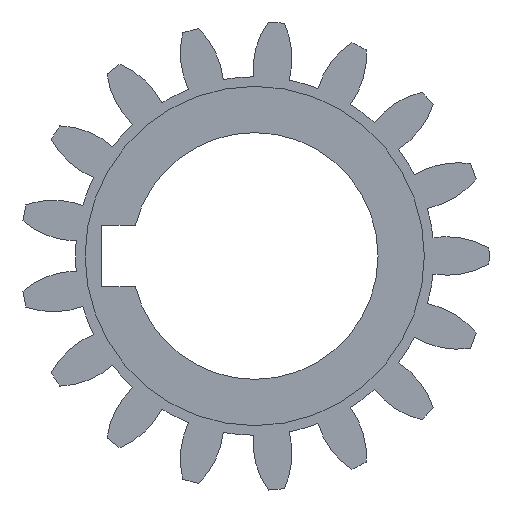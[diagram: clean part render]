
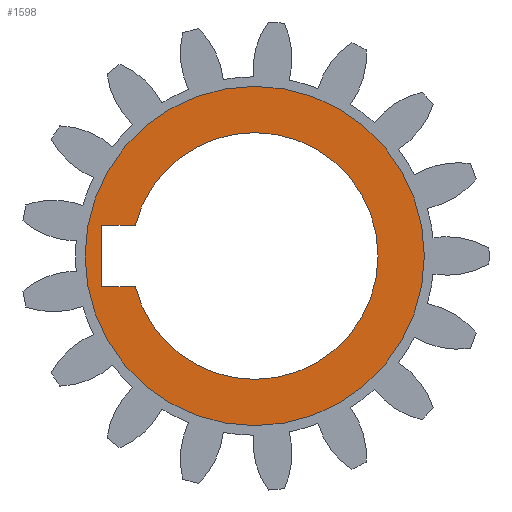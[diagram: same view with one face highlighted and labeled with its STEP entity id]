
A CAD part, left-side view. The second image highlights one B-rep face of the part: STEP entity #1598.
In plain terms, the highlighted planar face has unit normal (-1, 0, 0).
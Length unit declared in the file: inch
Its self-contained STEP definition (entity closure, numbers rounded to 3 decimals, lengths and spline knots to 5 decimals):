
#161 = EDGE_LOOP ( 'NONE', ( #2215, #2748, #2463, #1497, #164, #714 ) ) ;
#164 = ORIENTED_EDGE ( 'NONE', *, *, #993, .F. ) ;
#175 = VERTEX_POINT ( 'NONE', #1485 ) ;
#301 = EDGE_CURVE ( 'NONE', #815, #871, #2603, .T. ) ;
#312 = EDGE_CURVE ( 'NONE', #871, #725, #2462, .T. ) ;
#331 = DIRECTION ( 'NONE',  ( 0., 0., 1. ) ) ;
#333 = EDGE_CURVE ( 'NONE', #175, #815, #2431, .T. ) ;
#339 = DIRECTION ( 'NONE',  ( -1., 0., 0. ) ) ;
#340 = CARTESIAN_POINT ( 'NONE',  ( 2.37418, -0.84077, -0.68953 ) ) ;
#349 = EDGE_CURVE ( 'NONE', #611, #2020, #2492, .T. ) ;
#413 = AXIS2_PLACEMENT_3D ( 'NONE', #440, #425, #418 ) ;
#418 = DIRECTION ( 'NONE',  ( 0., 0., 1. ) ) ;
#425 = DIRECTION ( 'NONE',  ( -1., 0., 0. ) ) ;
#435 = ORIENTED_EDGE ( 'NONE', *, *, #2651, .T. ) ;
#440 = CARTESIAN_POINT ( 'NONE',  ( 2.37418, -0.84077, -0.68953 ) ) ;
#470 = AXIS2_PLACEMENT_3D ( 'NONE', #340, #339, #331 ) ;
#611 = VERTEX_POINT ( 'NONE', #2701 ) ;
#628 = AXIS2_PLACEMENT_3D ( 'NONE', #1214, #2227, #2129 ) ;
#714 = ORIENTED_EDGE ( 'NONE', *, *, #2812, .F. ) ;
#725 = VERTEX_POINT ( 'NONE', #2843 ) ;
#731 = AXIS2_PLACEMENT_3D ( 'NONE', #921, #816, #910 ) ;
#815 = VERTEX_POINT ( 'NONE', #1618 ) ;
#816 = DIRECTION ( 'NONE',  ( -1., 0., 0. ) ) ;
#871 = VERTEX_POINT ( 'NONE', #1538 ) ;
#874 = AXIS2_PLACEMENT_3D ( 'NONE', #2856, #1067, #2649 ) ;
#910 = DIRECTION ( 'NONE',  ( 0., 0., 1. ) ) ;
#921 = CARTESIAN_POINT ( 'NONE',  ( 2.37418, -0.84077, -0.68953 ) ) ;
#993 = EDGE_CURVE ( 'NONE', #2961, #1456, #1604, .T. ) ;
#1067 = DIRECTION ( 'NONE',  ( -1., 0., 0. ) ) ;
#1214 = CARTESIAN_POINT ( 'NONE',  ( 2.37418, -0.84077, -0.68953 ) ) ;
#1219 = EDGE_CURVE ( 'NONE', #1456, #175, #1360, .T. ) ;
#1360 = CIRCLE ( 'NONE', #413, 0.25 ) ;
#1456 = VERTEX_POINT ( 'NONE', #2646 ) ;
#1485 = CARTESIAN_POINT ( 'NONE',  ( 2.37418, -0.59871, -0.62703 ) ) ;
#1497 = ORIENTED_EDGE ( 'NONE', *, *, #1219, .F. ) ;
#1538 = CARTESIAN_POINT ( 'NONE',  ( 2.37418, -0.53077, -0.75203 ) ) ;
#1590 = CIRCLE ( 'NONE', #731, 0.25 ) ;
#1598 = ADVANCED_FACE ( 'NONE', ( #1980, #2937 ), #2410, .T. ) ;
#1599 = CARTESIAN_POINT ( 'NONE',  ( 2.37418, -0.84077, -0.34578 ) ) ;
#1604 = CIRCLE ( 'NONE', #628, 0.25 ) ;
#1618 = CARTESIAN_POINT ( 'NONE',  ( 2.37418, -0.53077, -0.62703 ) ) ;
#1664 = CARTESIAN_POINT ( 'NONE',  ( 2.37418, -0.53077, -0.75203 ) ) ;
#1755 = DIRECTION ( 'NONE',  ( 0., 1., 0. ) ) ;
#1806 = CARTESIAN_POINT ( 'NONE',  ( 2.37418, -0.84077, -0.93953 ) ) ;
#1828 = DIRECTION ( 'NONE',  ( 0., 0., -1. ) ) ;
#1899 = CIRCLE ( 'NONE', #470, 0.34375 ) ;
#1944 = EDGE_LOOP ( 'NONE', ( #2378, #435 ) ) ;
#1980 = FACE_OUTER_BOUND ( 'NONE', #1944, .T. ) ;
#2020 = VERTEX_POINT ( 'NONE', #1599 ) ;
#2129 = DIRECTION ( 'NONE',  ( 0., 0., 1. ) ) ;
#2179 = AXIS2_PLACEMENT_3D ( 'NONE', #2416, #2345, #2343 ) ;
#2215 = ORIENTED_EDGE ( 'NONE', *, *, #312, .F. ) ;
#2227 = DIRECTION ( 'NONE',  ( -1., 0., 0. ) ) ;
#2343 = DIRECTION ( 'NONE',  ( 0., 0., 1. ) ) ;
#2345 = DIRECTION ( 'NONE',  ( -1., 0., 0. ) ) ;
#2370 = CARTESIAN_POINT ( 'NONE',  ( 2.37418, -0.53077, -0.62703 ) ) ;
#2378 = ORIENTED_EDGE ( 'NONE', *, *, #349, .T. ) ;
#2401 = VECTOR ( 'NONE', #1755, 39.37008 ) ;
#2410 = PLANE ( 'NONE',  #2179 ) ;
#2411 = DIRECTION ( 'NONE',  ( 0., -1., 0. ) ) ;
#2416 = CARTESIAN_POINT ( 'NONE',  ( 2.37418, -0.84077, -0.68953 ) ) ;
#2427 = VECTOR ( 'NONE', #2411, 39.37008 ) ;
#2431 = LINE ( 'NONE', #2750, #2401 ) ;
#2462 = LINE ( 'NONE', #1664, #2427 ) ;
#2463 = ORIENTED_EDGE ( 'NONE', *, *, #333, .F. ) ;
#2492 = CIRCLE ( 'NONE', #874, 0.34375 ) ;
#2534 = VECTOR ( 'NONE', #1828, 39.37008 ) ;
#2603 = LINE ( 'NONE', #2370, #2534 ) ;
#2646 = CARTESIAN_POINT ( 'NONE',  ( 2.37418, -0.84077, -0.43953 ) ) ;
#2649 = DIRECTION ( 'NONE',  ( 0., 0., 1. ) ) ;
#2651 = EDGE_CURVE ( 'NONE', #2020, #611, #1899, .T. ) ;
#2701 = CARTESIAN_POINT ( 'NONE',  ( 2.37418, -0.84077, -1.03328 ) ) ;
#2748 = ORIENTED_EDGE ( 'NONE', *, *, #301, .F. ) ;
#2750 = CARTESIAN_POINT ( 'NONE',  ( 2.37418, -0.59871, -0.62703 ) ) ;
#2812 = EDGE_CURVE ( 'NONE', #725, #2961, #1590, .T. ) ;
#2843 = CARTESIAN_POINT ( 'NONE',  ( 2.37418, -0.59871, -0.75203 ) ) ;
#2856 = CARTESIAN_POINT ( 'NONE',  ( 2.37418, -0.84077, -0.68953 ) ) ;
#2937 = FACE_BOUND ( 'NONE', #161, .T. ) ;
#2961 = VERTEX_POINT ( 'NONE', #1806 ) ;
